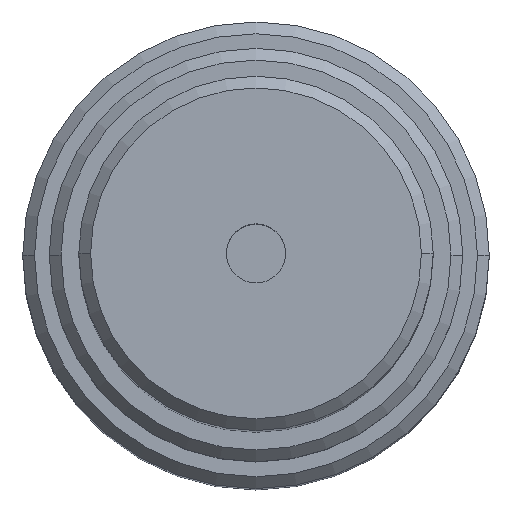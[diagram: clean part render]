
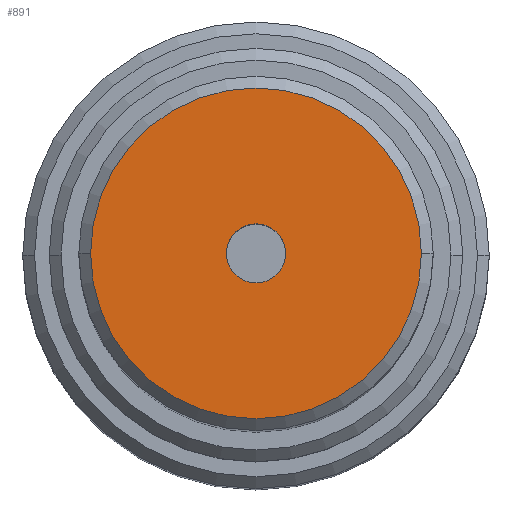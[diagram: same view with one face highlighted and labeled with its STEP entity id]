
A CAD part, top view. The second image highlights one B-rep face of the part: STEP entity #891.
In plain terms, the highlighted planar face has unit normal (0, 0, 1).
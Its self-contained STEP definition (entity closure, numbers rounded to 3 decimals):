
#21 = ORIENTED_EDGE ( 'NONE', *, *, #1370, .T. ) ;
#40 = ORIENTED_EDGE ( 'NONE', *, *, #930, .F. ) ;
#63 = AXIS2_PLACEMENT_3D ( 'NONE', #1213, #1228, #1220 ) ;
#86 = VERTEX_POINT ( 'NONE', #1325 ) ;
#113 = CARTESIAN_POINT ( 'NONE',  ( -2.5, 0., 162. ) ) ;
#212 = AXIS2_PLACEMENT_3D ( 'NONE', #446, #442, #438 ) ;
#248 = FACE_BOUND ( 'NONE', #1361, .T. ) ;
#315 = ORIENTED_EDGE ( 'NONE', *, *, #1284, .F. ) ;
#363 = CARTESIAN_POINT ( 'NONE',  ( 2.5, 0., 162. ) ) ;
#413 = CIRCLE ( 'NONE', #511, 14. ) ;
#438 = DIRECTION ( 'NONE',  ( 1., 0., 0. ) ) ;
#442 = DIRECTION ( 'NONE',  ( 0., 0., 1. ) ) ;
#446 = CARTESIAN_POINT ( 'NONE',  ( 0., 0., 162. ) ) ;
#511 = AXIS2_PLACEMENT_3D ( 'NONE', #579, #572, #564 ) ;
#543 = DIRECTION ( 'NONE',  ( 1., 0., 0. ) ) ;
#548 = DIRECTION ( 'NONE',  ( 0., 0., 1. ) ) ;
#554 = CARTESIAN_POINT ( 'NONE',  ( 0., 0., 162. ) ) ;
#564 = DIRECTION ( 'NONE',  ( 1., 0., 0. ) ) ;
#572 = DIRECTION ( 'NONE',  ( 0., 0., 1. ) ) ;
#579 = CARTESIAN_POINT ( 'NONE',  ( 0., 0., 162. ) ) ;
#602 = VERTEX_POINT ( 'NONE', #113 ) ;
#745 = CIRCLE ( 'NONE', #63, 2.5 ) ;
#746 = AXIS2_PLACEMENT_3D ( 'NONE', #554, #548, #543 ) ;
#839 = FACE_OUTER_BOUND ( 'NONE', #940, .T. ) ;
#891 = ADVANCED_FACE ( 'NONE', ( #248, #839 ), #1061, .T. ) ;
#930 = EDGE_CURVE ( 'NONE', #602, #1322, #745, .T. ) ;
#940 = EDGE_LOOP ( 'NONE', ( #1100, #21 ) ) ;
#1045 = CARTESIAN_POINT ( 'NONE',  ( 0., 0., 162. ) ) ;
#1048 = DIRECTION ( 'NONE',  ( 0., 0., 1. ) ) ;
#1051 = DIRECTION ( 'NONE',  ( 1., 0., 0. ) ) ;
#1061 = PLANE ( 'NONE',  #1222 ) ;
#1094 = CIRCLE ( 'NONE', #212, 2.5 ) ;
#1100 = ORIENTED_EDGE ( 'NONE', *, *, #1386, .T. ) ;
#1213 = CARTESIAN_POINT ( 'NONE',  ( 0., 0., 162. ) ) ;
#1220 = DIRECTION ( 'NONE',  ( 1., 0., 0. ) ) ;
#1221 = CIRCLE ( 'NONE', #746, 14. ) ;
#1222 = AXIS2_PLACEMENT_3D ( 'NONE', #1045, #1048, #1051 ) ;
#1226 = VERTEX_POINT ( 'NONE', #1244 ) ;
#1228 = DIRECTION ( 'NONE',  ( 0., 0., 1. ) ) ;
#1244 = CARTESIAN_POINT ( 'NONE',  ( 14., 0., 162. ) ) ;
#1284 = EDGE_CURVE ( 'NONE', #1322, #602, #1094, .T. ) ;
#1322 = VERTEX_POINT ( 'NONE', #363 ) ;
#1325 = CARTESIAN_POINT ( 'NONE',  ( -14., 0., 162. ) ) ;
#1361 = EDGE_LOOP ( 'NONE', ( #315, #40 ) ) ;
#1370 = EDGE_CURVE ( 'NONE', #1226, #86, #413, .T. ) ;
#1386 = EDGE_CURVE ( 'NONE', #86, #1226, #1221, .T. ) ;
